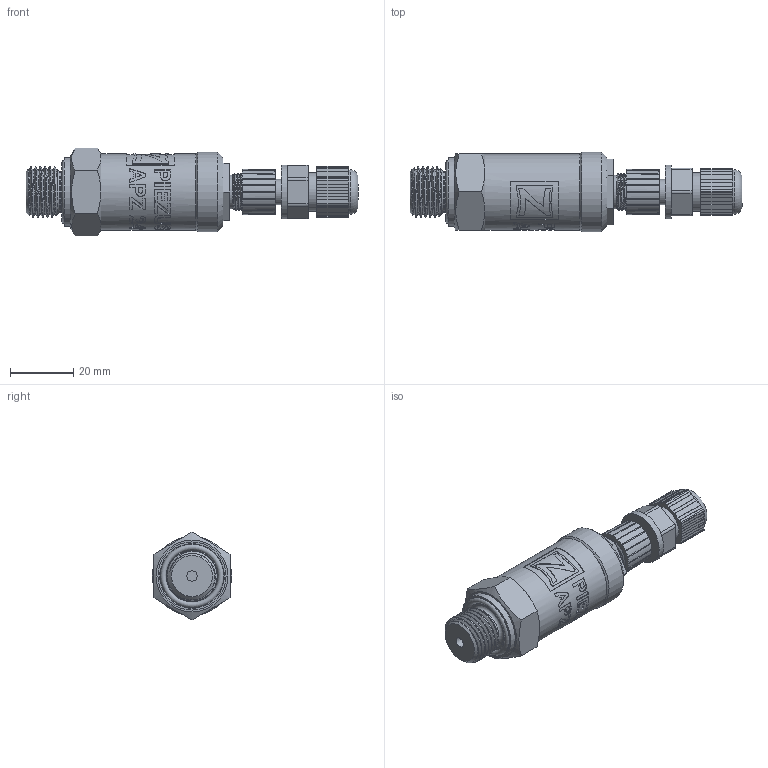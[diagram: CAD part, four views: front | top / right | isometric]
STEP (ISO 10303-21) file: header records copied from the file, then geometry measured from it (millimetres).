
FILE_DESCRIPTION(/* description */ (''),/* implementation_level */ '2;1');
FILE_NAME(/* name */ 'APZ2412_M16x1,5DIN_M12x1.step',/* time_stamp */ '2021-06-11T16:53:05+03:00',/* author */ (''),/* organization */ (''),/* preprocessor_version */ 'ST-DEVELOPER v18.1',/* originating_system */ 'Autodesk Translation Framework v10.9.0.1377',/* authorisation */ '');
FILE_SCHEMA (('AUTOMOTIVE_DESIGN { 1 0 10303 214 3 1 1 }'));
Products named in the file (6): APZ2412_M16x1,5DIN_M12x1; M16x1,5 DIN; Адаптер М12х1; M12x1 assembly v4; M12x1 female straight v9; M12x1 male v16
Assembly tree (5 placements, depth 3):
  APZ2412_M16x1,5DIN_M12x1
    M16x1,5 DIN
    Адаптер М12х1
    M12x1 assembly v4
      M12x1 female straight v9
      M12x1 male v16
Bounding box: 104.67 x 25 x 27.71 mm (x, y, z)
Volume: 30840.5 mm3; surface area: 15449.8 mm2
Topology: 16 solids, 16 shells, 794 faces, 2179 edges, 1456 vertices
Faces by surface type: bspline 325, plane 263, cylinder 151, cone 44, torus 11
Full cylindrical faces by diameter (mm): 1 x14, 1.5 x6, 3.3 x1, 7.3 x1, 8 x3, 8.2 x1, 10.293 x1, 10.6 x2, 10.741 x6, 11.884 x5, 12 x1, 13 x1, 14 x2, 14.137 x9, 14.526 x9, 15.85 x7, 16.203 x9, 16.4 x1, 17 x1, 20 x1, 21.5 x1, 22.15 x4, 22.65 x4, 24 x1, 25 x1
Entity records: 57868 total; most frequent: CARTESIAN_POINT 39425, ORIENTED_EDGE 4358, DIRECTION 2842, EDGE_CURVE 2179, VERTEX_POINT 1456, LINE 1076, VECTOR 1076, AXIS2_PLACEMENT_3D 883
